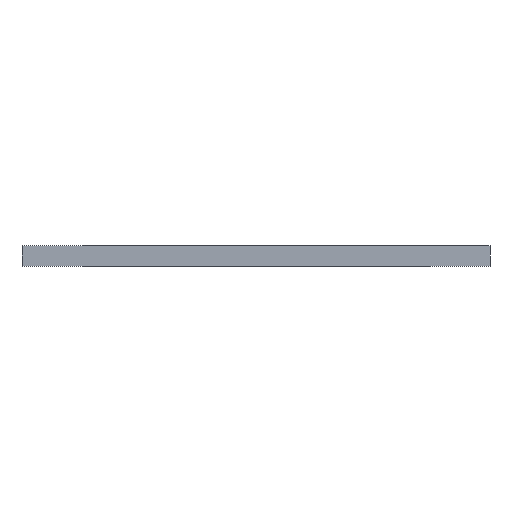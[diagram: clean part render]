
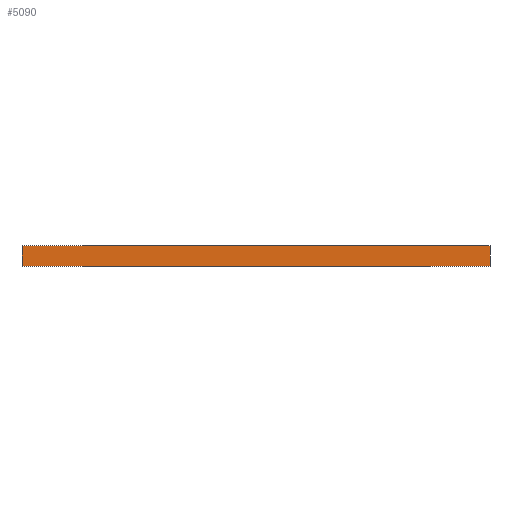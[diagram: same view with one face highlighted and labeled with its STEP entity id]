
A CAD part, front view. The second image highlights one B-rep face of the part: STEP entity #5090.
In plain terms, the highlighted planar face has unit normal (0, -1, 0).
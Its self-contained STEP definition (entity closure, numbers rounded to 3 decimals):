
#165 = DIRECTION ( 'NONE',  ( 0., 1., 0. ) ) ;
#198 = VECTOR ( 'NONE', #6505, 1000. ) ;
#406 = CARTESIAN_POINT ( 'NONE',  ( -15., -22.5, -0.65 ) ) ;
#598 = ORIENTED_EDGE ( 'NONE', *, *, #5473, .F. ) ;
#852 = CARTESIAN_POINT ( 'NONE',  ( -15., -22.5, 0.65 ) ) ;
#941 = CARTESIAN_POINT ( 'NONE',  ( 15., -22.5, 0.65 ) ) ;
#1203 = EDGE_CURVE ( 'NONE', #5320, #4181, #1949, .T. ) ;
#1472 = LINE ( 'NONE', #5397, #5746 ) ;
#1617 = ORIENTED_EDGE ( 'NONE', *, *, #4275, .T. ) ;
#1949 = LINE ( 'NONE', #4071, #4252 ) ;
#2486 = VERTEX_POINT ( 'NONE', #852 ) ;
#2534 = DIRECTION ( 'NONE',  ( 0., 0., -1. ) ) ;
#2605 = DIRECTION ( 'NONE',  ( 0., 0., -1. ) ) ;
#3050 = AXIS2_PLACEMENT_3D ( 'NONE', #5007, #165, #6109 ) ;
#3111 = VECTOR ( 'NONE', #2534, 1000. ) ;
#3622 = CARTESIAN_POINT ( 'NONE',  ( -15., -22.5, 0.65 ) ) ;
#3704 = EDGE_LOOP ( 'NONE', ( #3871, #5344, #598, #1617 ) ) ;
#3871 = ORIENTED_EDGE ( 'NONE', *, *, #1203, .T. ) ;
#3912 = PLANE ( 'NONE',  #3050 ) ;
#4071 = CARTESIAN_POINT ( 'NONE',  ( 15., -22.5, -0.65 ) ) ;
#4126 = FACE_OUTER_BOUND ( 'NONE', #3704, .T. ) ;
#4181 = VERTEX_POINT ( 'NONE', #5214 ) ;
#4252 = VECTOR ( 'NONE', #4589, 1000. ) ;
#4275 = EDGE_CURVE ( 'NONE', #2486, #5320, #6029, .T. ) ;
#4589 = DIRECTION ( 'NONE',  ( 1., 0., 0. ) ) ;
#5007 = CARTESIAN_POINT ( 'NONE',  ( 15., -22.5, 0.65 ) ) ;
#5090 = ADVANCED_FACE ( 'NONE', ( #4126 ), #3912, .F. ) ;
#5214 = CARTESIAN_POINT ( 'NONE',  ( 15., -22.5, -0.65 ) ) ;
#5320 = VERTEX_POINT ( 'NONE', #406 ) ;
#5344 = ORIENTED_EDGE ( 'NONE', *, *, #6491, .F. ) ;
#5397 = CARTESIAN_POINT ( 'NONE',  ( 15., -22.5, 0.65 ) ) ;
#5473 = EDGE_CURVE ( 'NONE', #2486, #5768, #6363, .T. ) ;
#5746 = VECTOR ( 'NONE', #2605, 1000. ) ;
#5768 = VERTEX_POINT ( 'NONE', #941 ) ;
#5968 = CARTESIAN_POINT ( 'NONE',  ( 15., -22.5, 0.65 ) ) ;
#6029 = LINE ( 'NONE', #3622, #3111 ) ;
#6109 = DIRECTION ( 'NONE',  ( -1., 0., 0. ) ) ;
#6363 = LINE ( 'NONE', #5968, #198 ) ;
#6491 = EDGE_CURVE ( 'NONE', #5768, #4181, #1472, .T. ) ;
#6505 = DIRECTION ( 'NONE',  ( 1., 0., 0. ) ) ;
